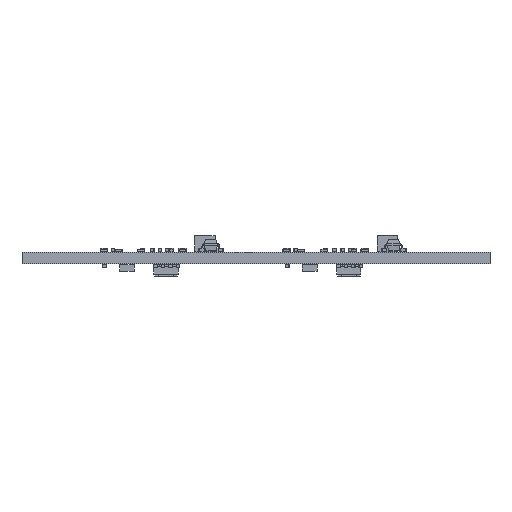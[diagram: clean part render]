
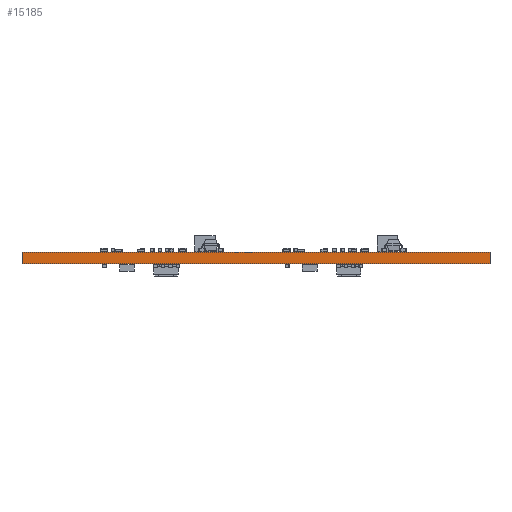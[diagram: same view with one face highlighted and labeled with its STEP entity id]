
A CAD part, front view. The second image highlights one B-rep face of the part: STEP entity #15185.
In plain terms, the highlighted planar face has unit normal (0, -1, 0).
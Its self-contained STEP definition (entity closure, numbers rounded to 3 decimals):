
#15185 = ADVANCED_FACE('',(#15186),#15220,.T.);
#15186 = FACE_BOUND('',#15187,.T.);
#15187 = EDGE_LOOP('',(#15188,#15198,#15206,#15214));
#15188 = ORIENTED_EDGE('',*,*,#15189,.T.);
#15189 = EDGE_CURVE('',#15190,#15192,#15194,.T.);
#15190 = VERTEX_POINT('',#15191);
#15191 = CARTESIAN_POINT('',(180.5,-84.,0.));
#15192 = VERTEX_POINT('',#15193);
#15193 = CARTESIAN_POINT('',(180.5,-84.,1.51));
#15194 = LINE('',#15195,#15196);
#15195 = CARTESIAN_POINT('',(180.5,-84.,0.));
#15196 = VECTOR('',#15197,1.);
#15197 = DIRECTION('',(0.,0.,1.));
#15198 = ORIENTED_EDGE('',*,*,#15199,.T.);
#15199 = EDGE_CURVE('',#15192,#15200,#15202,.T.);
#15200 = VERTEX_POINT('',#15201);
#15201 = CARTESIAN_POINT('',(116.5,-84.,1.51));
#15202 = LINE('',#15203,#15204);
#15203 = CARTESIAN_POINT('',(180.5,-84.,1.51));
#15204 = VECTOR('',#15205,1.);
#15205 = DIRECTION('',(-1.,0.,0.));
#15206 = ORIENTED_EDGE('',*,*,#15207,.F.);
#15207 = EDGE_CURVE('',#15208,#15200,#15210,.T.);
#15208 = VERTEX_POINT('',#15209);
#15209 = CARTESIAN_POINT('',(116.5,-84.,0.));
#15210 = LINE('',#15211,#15212);
#15211 = CARTESIAN_POINT('',(116.5,-84.,0.));
#15212 = VECTOR('',#15213,1.);
#15213 = DIRECTION('',(0.,0.,1.));
#15214 = ORIENTED_EDGE('',*,*,#15215,.F.);
#15215 = EDGE_CURVE('',#15190,#15208,#15216,.T.);
#15216 = LINE('',#15217,#15218);
#15217 = CARTESIAN_POINT('',(180.5,-84.,0.));
#15218 = VECTOR('',#15219,1.);
#15219 = DIRECTION('',(-1.,0.,0.));
#15220 = PLANE('',#15221);
#15221 = AXIS2_PLACEMENT_3D('',#15222,#15223,#15224);
#15222 = CARTESIAN_POINT('',(180.5,-84.,0.));
#15223 = DIRECTION('',(0.,-1.,0.));
#15224 = DIRECTION('',(-1.,0.,0.));
